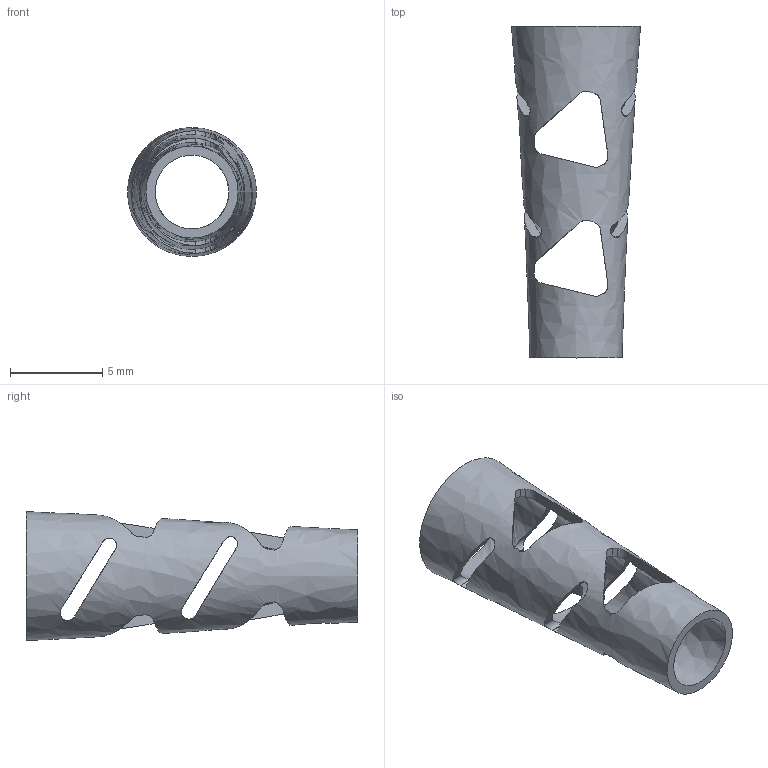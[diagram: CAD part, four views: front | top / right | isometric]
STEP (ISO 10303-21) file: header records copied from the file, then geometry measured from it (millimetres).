
FILE_DESCRIPTION(/* description */ (''),/* implementation_level */ '2;1');
FILE_NAME(/* name */ '954cd241-176a-4b04-91eb-94961df48821.stp',/* time_stamp */ '2017-02-08T12:15:30+00:00',/* author */ (''),/* organization */ (''),/* preprocessor_version */ 'ST-DEVELOPER v16.5',/* originating_system */ 'Autodesk Translation Framework v5.2.0.2920',/* authorisation */ '');
FILE_SCHEMA (('AUTOMOTIVE_DESIGN { 1 0 10303 214 3 1 1 }'));
Length unit declared in the file: millimetre
Products named in the file (1): Prosthetic_Arm v1
Bounding box: 7 x 18 x 7 mm (x, y, z)
Volume: 120.1 mm3; surface area: 556.7 mm2
Topology: 1 solids, 1 shells, 77 faces, 243 edges, 162 vertices
Faces by surface type: cylinder 38, plane 37, bspline 2
Entity records: 3913 total; most frequent: CARTESIAN_POINT 1861, ORIENTED_EDGE 486, DIRECTION 346, EDGE_CURVE 243, VERTEX_POINT 162, AXIS2_PLACEMENT_3D 132, B_SPLINE_CURVE_WITH_KNOTS 105, EDGE_LOOP 89
